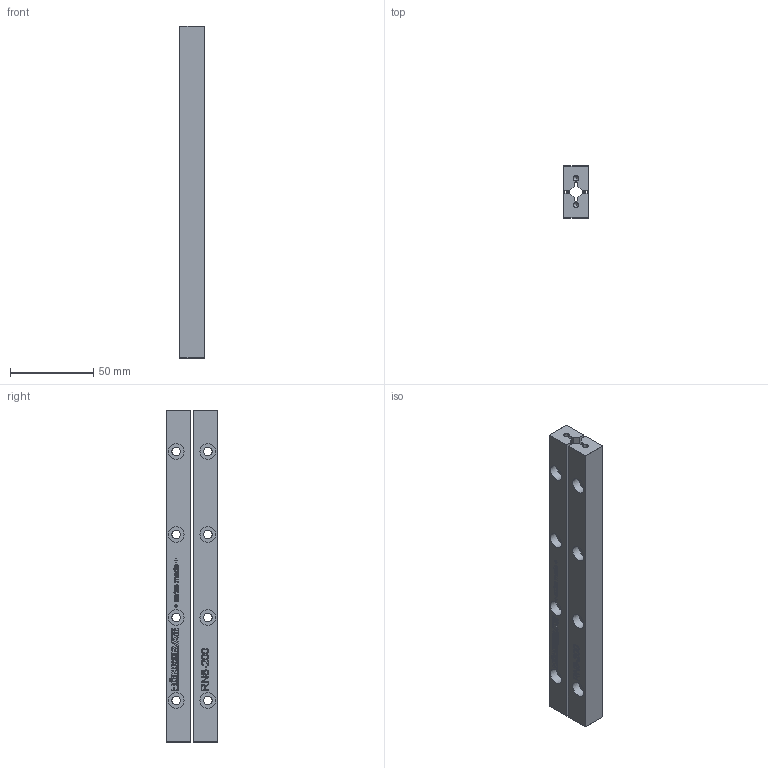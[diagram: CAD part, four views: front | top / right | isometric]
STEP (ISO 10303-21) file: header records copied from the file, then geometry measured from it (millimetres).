
FILE_DESCRIPTION(('FreeCAD Model'),'2;1');
FILE_NAME('RN6-200.step', '2020-08-07T17:55:56',('Author'),(''), 'Open CASCADE STEP processor 6.8','FreeCAD','Unknown');
FILE_SCHEMA(('AUTOMOTIVE_DESIGN_CC2 { 1 2 10303 214 -1 1 5 4 }'));
Length unit declared in the file: millimetre
Products named in the file (2): ASSEMBLY; Schienenpaar
Assembly tree (1 placements, depth 2):
  ASSEMBLY
    Schienenpaar
Bounding box: 15 x 31 x 200 mm (x, y, z)
Volume: 76415 mm3; surface area: 29508.6 mm2
Topology: 2 solids, 2 shells, 692 faces, 1860 edges, 1220 vertices
Faces by surface type: extrusion 432, plane 222, cylinder 22, cone 16
Full cylindrical faces by diameter (mm): 3 x4, 5.2 x8, 9.5 x8
Entity records: 46027 total; most frequent: CARTESIAN_POINT 11707, DIRECTION 4812, VECTOR 4144, ORIENTED_EDGE 3712, LINE 3712, PCURVE 3712, DEFINITIONAL_REPRESENTATION 3712, B_SPLINE_CURVE_WITH_KNOTS 2192
